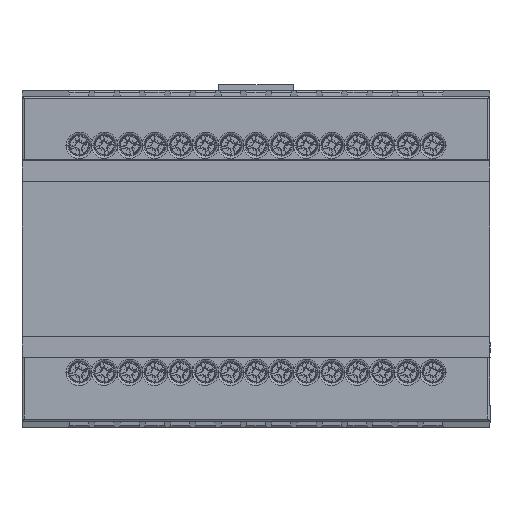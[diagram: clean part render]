
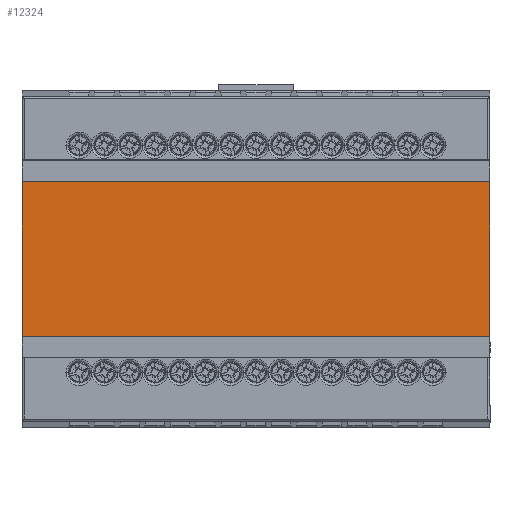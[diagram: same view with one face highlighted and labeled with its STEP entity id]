
A CAD part, top view. The second image highlights one B-rep face of the part: STEP entity #12324.
In plain terms, the highlighted planar face has unit normal (0, 0, 1).
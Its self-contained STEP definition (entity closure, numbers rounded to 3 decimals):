
#1558 = DIRECTION ( 'NONE',  ( -1., 0., 0. ) ) ;
#1953 = LINE ( 'NONE', #63725, #30870 ) ;
#4859 = EDGE_LOOP ( 'NONE', ( #46180, #84779, #36922, #7299 ) ) ;
#4917 = VERTEX_POINT ( 'NONE', #41664 ) ;
#5351 = DIRECTION ( 'NONE',  ( 0., -1., 0. ) ) ;
#7299 = ORIENTED_EDGE ( 'NONE', *, *, #34679, .T. ) ;
#7950 = DIRECTION ( 'NONE',  ( 0., 0., 1. ) ) ;
#12324 = ADVANCED_FACE ( 'NONE', ( #89623 ), #23453, .T. ) ;
#23453 = PLANE ( 'NONE',  #42781 ) ;
#30870 = VECTOR ( 'NONE', #86254, 1000. ) ;
#32660 = LINE ( 'NONE', #57290, #90309 ) ;
#33666 = VERTEX_POINT ( 'NONE', #80107 ) ;
#34679 = EDGE_CURVE ( 'NONE', #83840, #46665, #65810, .T. ) ;
#36922 = ORIENTED_EDGE ( 'NONE', *, *, #49843, .T. ) ;
#40712 = EDGE_CURVE ( 'NONE', #4917, #33666, #1953, .T. ) ;
#41664 = CARTESIAN_POINT ( 'NONE',  ( -50., -16.5, 2.5 ) ) ;
#42781 = AXIS2_PLACEMENT_3D ( 'NONE', #66911, #7950, #74654 ) ;
#46180 = ORIENTED_EDGE ( 'NONE', *, *, #87043, .T. ) ;
#46665 = VERTEX_POINT ( 'NONE', #85046 ) ;
#49843 = EDGE_CURVE ( 'NONE', #33666, #83840, #77663, .T. ) ;
#52897 = CARTESIAN_POINT ( 'NONE',  ( 0., 16.5, 2.5 ) ) ;
#57290 = CARTESIAN_POINT ( 'NONE',  ( -50., 0., 2.5 ) ) ;
#63725 = CARTESIAN_POINT ( 'NONE',  ( 0., -16.5, 2.5 ) ) ;
#65810 = LINE ( 'NONE', #52897, #70480 ) ;
#66911 = CARTESIAN_POINT ( 'NONE',  ( 0., 0., 2.5 ) ) ;
#68256 = CARTESIAN_POINT ( 'NONE',  ( 50., 0., 2.5 ) ) ;
#70480 = VECTOR ( 'NONE', #1558, 1000. ) ;
#74654 = DIRECTION ( 'NONE',  ( 1., 0., 0. ) ) ;
#77663 = LINE ( 'NONE', #68256, #94865 ) ;
#80107 = CARTESIAN_POINT ( 'NONE',  ( 50., -16.5, 2.5 ) ) ;
#83840 = VERTEX_POINT ( 'NONE', #91511 ) ;
#84779 = ORIENTED_EDGE ( 'NONE', *, *, #40712, .T. ) ;
#85046 = CARTESIAN_POINT ( 'NONE',  ( -50., 16.5, 2.5 ) ) ;
#86254 = DIRECTION ( 'NONE',  ( 1., 0., 0. ) ) ;
#87043 = EDGE_CURVE ( 'NONE', #46665, #4917, #32660, .T. ) ;
#89221 = DIRECTION ( 'NONE',  ( 0., 1., 0. ) ) ;
#89623 = FACE_OUTER_BOUND ( 'NONE', #4859, .T. ) ;
#90309 = VECTOR ( 'NONE', #5351, 1000. ) ;
#91511 = CARTESIAN_POINT ( 'NONE',  ( 50., 16.5, 2.5 ) ) ;
#94865 = VECTOR ( 'NONE', #89221, 1000. ) ;
